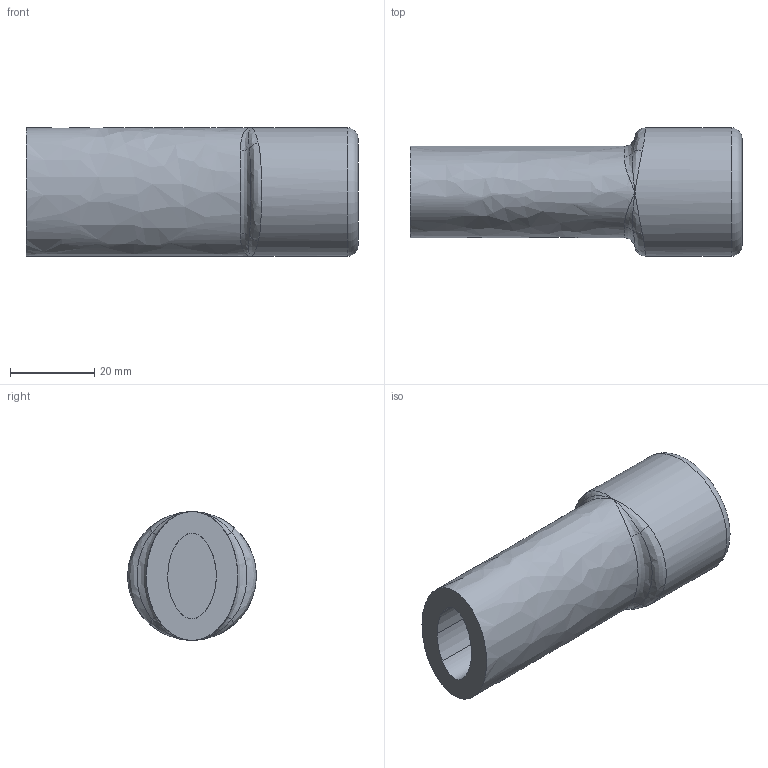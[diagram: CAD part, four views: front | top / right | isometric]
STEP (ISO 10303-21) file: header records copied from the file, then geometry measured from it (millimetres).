
FILE_DESCRIPTION(/* description */ (''),/* implementation_level */ '2;1');
FILE_NAME(/* name */ 'Grip Handle.step',/* time_stamp */ '2024-03-04T11:41:10-07:00',/* author */ (''),/* organization */ (''),/* preprocessor_version */ 'ST-DEVELOPER v20',/* originating_system */ 'Autodesk Translation Framework v12.20.1.177',/* authorisation */ '');
FILE_SCHEMA (('AUTOMOTIVE_DESIGN { 1 0 10303 214 3 1 1 }'));
Length unit declared in the file: inch
Products named in the file (1): Grip Handle
Bounding box: 78.74 x 30.48 x 30.48 mm (x, y, z)
Volume: 33091.2 mm3; surface area: 11505.2 mm2
Topology: 1 solids, 1 shells, 28 faces, 64 edges, 33 vertices
Faces by surface type: bspline 19, plane 5, cylinder 3, torus 1
Full cylindrical faces by diameter (mm): 10.16 x1, 22.2 x1, 30.48 x1
Entity records: 2635 total; most frequent: CARTESIAN_POINT 2138, ORIENTED_EDGE 112, DIRECTION 60, EDGE_CURVE 56, VERTEX_POINT 33, EDGE_LOOP 31, B_SPLINE_CURVE_WITH_KNOTS 31, FACE_OUTER_BOUND 28
